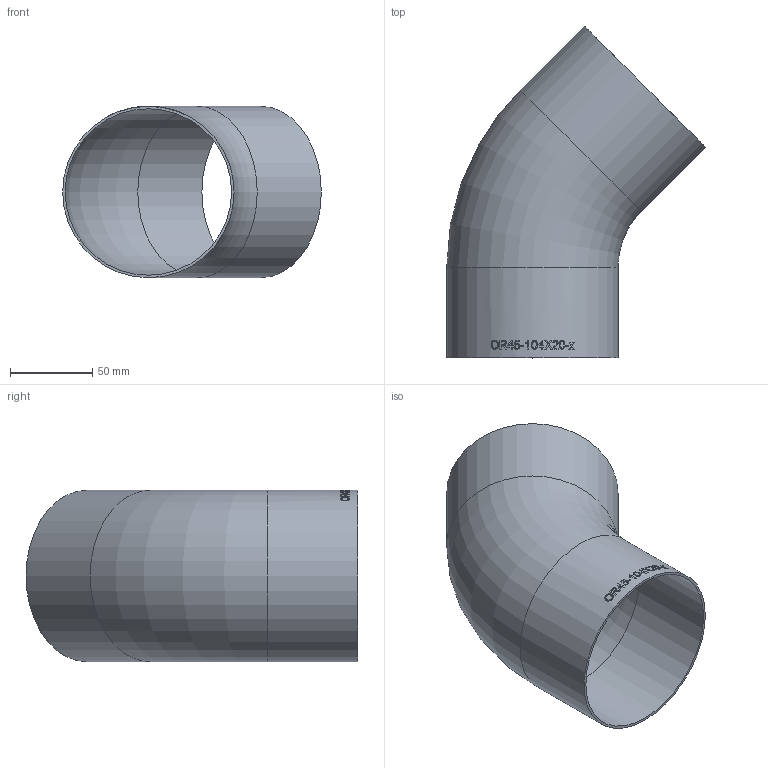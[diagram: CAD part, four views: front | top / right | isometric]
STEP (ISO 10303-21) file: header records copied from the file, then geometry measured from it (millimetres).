
FILE_DESCRIPTION (( 'STEP AP214' ), '1' );
FILE_NAME ('OR45-104X20-x Bogen orbital 45° A 2008.STEP', '2020-08-18T13:46:01', ( '' ), ( '' ), 'SwSTEP 2.0', 'SolidWorks 2019', '' );
FILE_SCHEMA (( 'AUTOMOTIVE_DESIGN' ));
Length unit declared in the file: millimetre
Products named in the file (1): OR45-104X20-x Bogen orbital 45° A 2008
Bounding box: 156.95 x 201.37 x 104 mm (x, y, z)
Volume: 91106.5 mm3; surface area: 122392.8 mm2
Topology: 1 solids, 1 shells, 27 faces, 169 edges, 162 vertices
Faces by surface type: cylinder 23, torus 2, plane 2
Full cylindrical faces by diameter (mm): 101 x2, 104 x2
Entity records: 4175 total; most frequent: CARTESIAN_POINT 2778, ORIENTED_EDGE 316, DIRECTION 168, EDGE_CURVE 158, VERTEX_POINT 158, B_SPLINE_CURVE_WITH_KNOTS 90, AXIS2_PLACEMENT_3D 72, EDGE_LOOP 54
